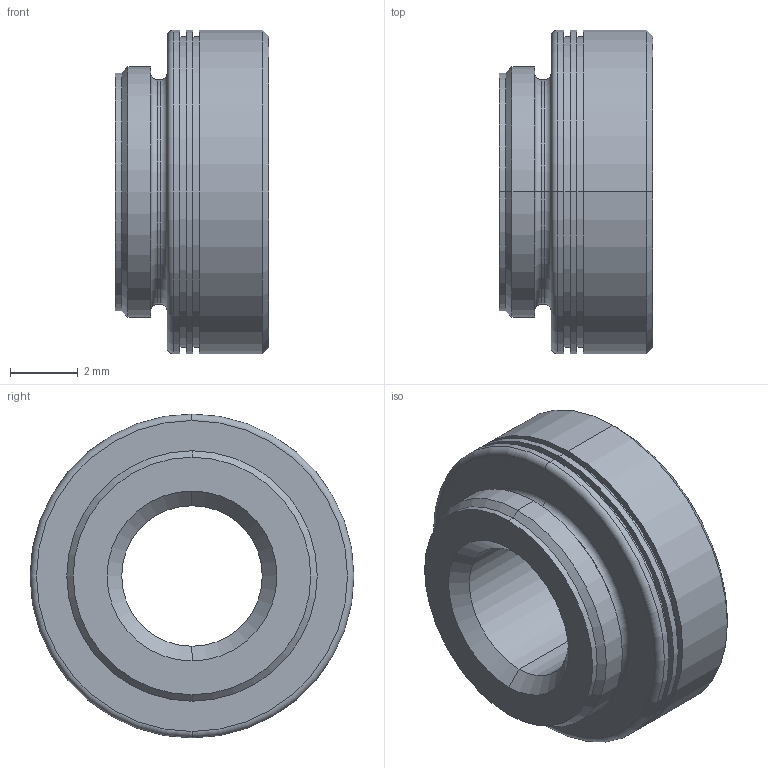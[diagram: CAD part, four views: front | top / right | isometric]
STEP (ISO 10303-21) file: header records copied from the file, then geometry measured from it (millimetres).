
FILE_DESCRIPTION(('starvars output'),'1');
FILE_NAME('cv20230524004216000033369.stp','00:42:16 2023/05/24',('Thomas Industrial Network Germany GmbH'),(' '),'Spatial InterOp 3D',' ',' ');
FILE_SCHEMA(('AP242_MANAGED_MODEL_BASED_3D_ENGINEERING_MIM_LF {1 0 10303 442 2 1 4}'));
Length unit declared in the file: millimetre
Products named in the file (1): 1
Bounding box: 4.53 x 9.53 x 9.53 mm (x, y, z)
Volume: 208 mm3; surface area: 322.2 mm2
Topology: 1 solids, 7 shells, 163 faces, 413 edges, 270 vertices
Faces by surface type: plane 127, cylinder 22, cone 8, torus 6
Entity records: 6177 total; most frequent: CARTESIAN_POINT 847, ORIENTED_EDGE 826, DIRECTION 803, EDGE_CURVE 413, LINE 351, VECTOR 351, VERTEX_POINT 270, AXIS2_PLACEMENT_3D 226
